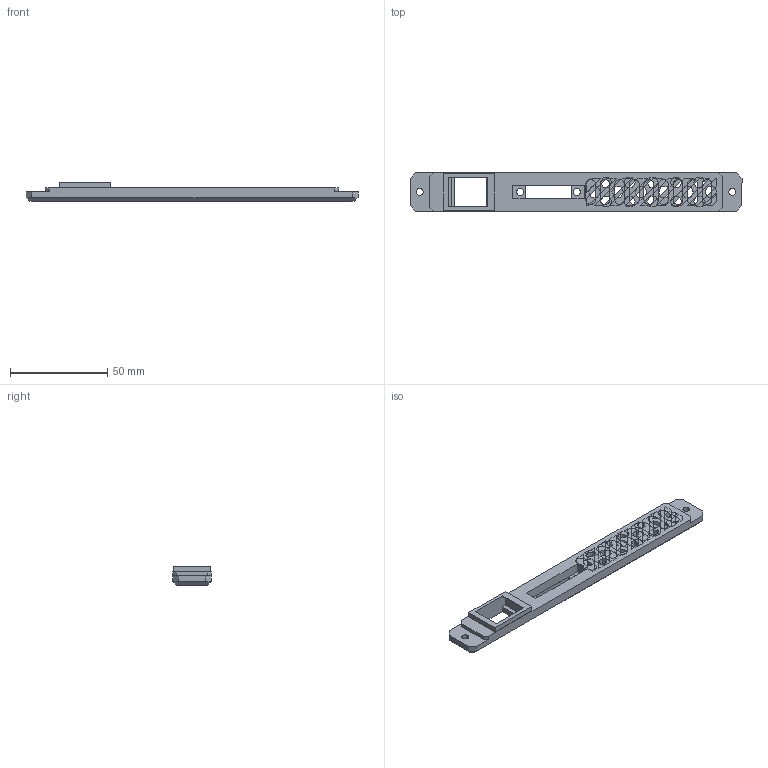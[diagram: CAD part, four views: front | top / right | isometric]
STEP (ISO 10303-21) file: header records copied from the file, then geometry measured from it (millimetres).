
FILE_DESCRIPTION(/* description */ (''),/* implementation_level */ '2;1');
FILE_NAME(/* name */ 'Keystone Jack.step',/* time_stamp */ '2022-12-11T04:32:25-06:00',/* author */ (''),/* organization */ (''),/* preprocessor_version */ 'ST-DEVELOPER v19.2',/* originating_system */ 'Autodesk Translation Framework v11.17.0.187',/* authorisation */ '');
FILE_SCHEMA (('AUTOMOTIVE_DESIGN { 1 0 10303 214 3 1 1 }'));
Length unit declared in the file: millimetre
Products named in the file (4): Keystone Jack; Keystone Jack Slats; Keystone Jack Slots; Keystone Jack Hexagons
Assembly tree (3 placements, depth 2):
  Keystone Jack
    Keystone Jack Slats
    Keystone Jack Slots
    Keystone Jack Hexagons
Bounding box: 170.99 x 20 x 9.7 mm (x, y, z)
Surface area: 33507.1 mm2
Topology: 3 solids, 3 shells, 375 faces, 1074 edges, 708 vertices
Faces by surface type: plane 342, cylinder 33
Full cylindrical faces by diameter (mm): 3.6 x12
Entity records: 12351 total; most frequent: CARTESIAN_POINT 2164, ORIENTED_EDGE 2148, DIRECTION 1904, EDGE_CURVE 1074, LINE 1008, VECTOR 1008, VERTEX_POINT 708, EDGE_LOOP 484
